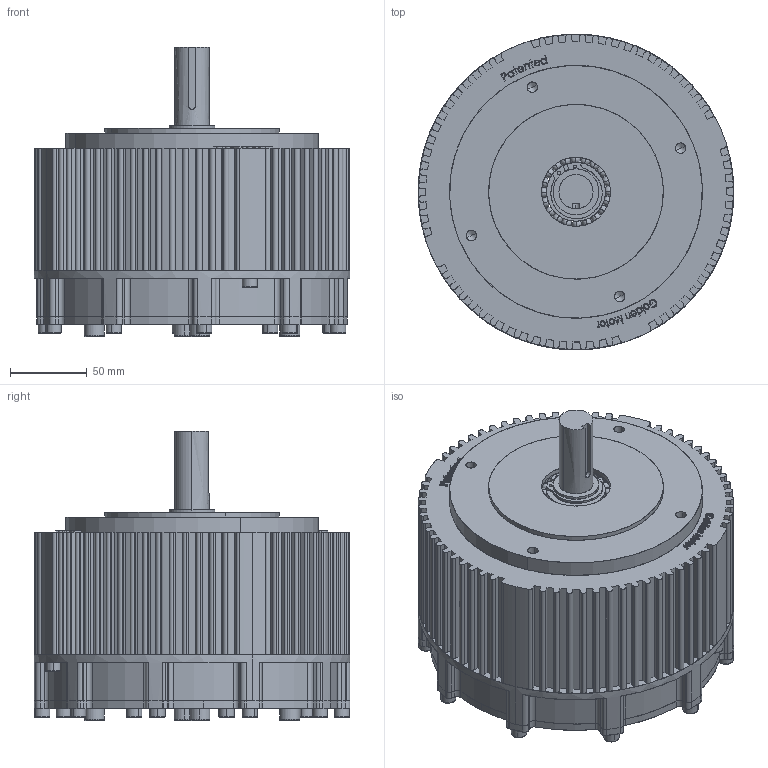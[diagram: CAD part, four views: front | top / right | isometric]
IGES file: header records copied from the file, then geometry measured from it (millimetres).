
Start section: SolidWorks IGES file using analytic representation for surfaces
Global section: file name:(外形图）水冷图.IGS; native system: SolidWorks 2010; preprocessor: SolidWorks 2010; author: Administrator; date: 130710.101141; units: millimetre
Bounding box: 206 x 206 x 189 mm (x, y, z)
Surface area: 486284.6 mm2 (no closed solid volume)
Topology: 0 solids, 0 shells, 1773 faces, 24542 edges, 24439 vertices
Faces by surface type: bspline 926, revolution 847
